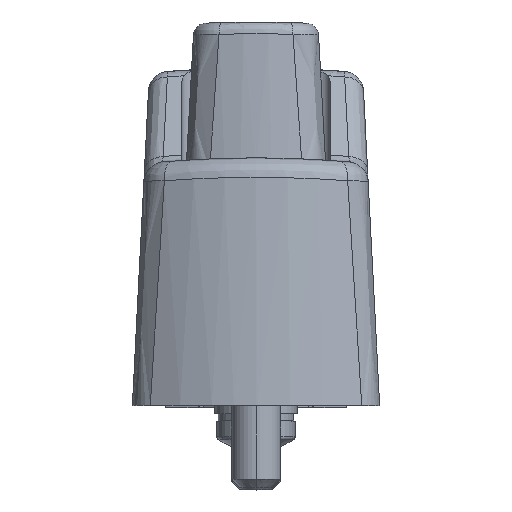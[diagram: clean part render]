
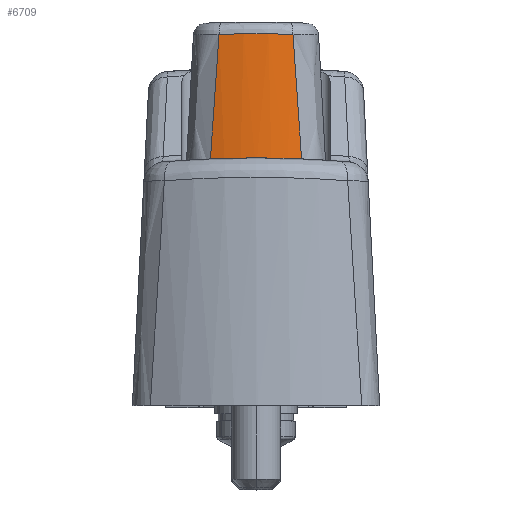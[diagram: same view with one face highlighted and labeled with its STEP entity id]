
A CAD part, top view. The second image highlights one B-rep face of the part: STEP entity #6709.
In plain terms, the highlighted free-form (B-spline) face has degree [3, 1] with [10, 3] control points.
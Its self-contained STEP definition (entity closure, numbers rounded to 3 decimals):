
#1109 = CARTESIAN_POINT ( 'NONE',  ( 4.485, 16.497, 13.257 ) ) ;
#1169 = CARTESIAN_POINT ( 'NONE',  ( 5.627, -0.001, 13.692 ) ) ;
#2183 = VERTEX_POINT ( 'NONE', #1169 ) ;
#2291 = VERTEX_POINT ( 'NONE', #1109 ) ;
#2916 = VERTEX_POINT ( 'NONE', #12012 ) ;
#2978 = VERTEX_POINT ( 'NONE', #12585 ) ;
#3131 = VERTEX_POINT ( 'NONE', #12847 ) ;
#4631 = FACE_OUTER_BOUND ( 'NONE', #10434, .T. ) ;
#5259 = B_SPLINE_SURFACE_WITH_KNOTS ( 'NONE', 3, 1, ( 
 ( #8534, #8714, #8701 ),
 ( #8404, #8778, #8403 ),
 ( #8322, #8324, #8411 ),
 ( #8431, #8435, #8512 ),
 ( #8416, #8779, #8339 ),
 ( #8340, #8442, #8421 ),
 ( #8407, #8436, #8527 ),
 ( #8555, #8696, #8429 ),
 ( #8526, #8307, #8295 ),
 ( #8309, #8439, #8706 ) ),
 .UNSPECIFIED., .F., .F., .F.,
 ( 4, 2, 2, 2, 4 ),
 ( 2, 1, 2 ),
 ( 0., 0.25, 0.5, 0.75, 1. ),
 ( -0.01, 0., 1. ),
 .UNSPECIFIED. ) ;
#6593 = EDGE_CURVE ( 'NONE', #2916, #3131, #15955, .T. ) ;
#6709 = ADVANCED_FACE ( 'NONE', ( #4631 ), #5259, .T. ) ;
#6937 = EDGE_CURVE ( 'NONE', #3131, #2183, #7447, .T. ) ;
#6955 = EDGE_CURVE ( 'NONE', #2978, #2916, #10578, .T. ) ;
#6956 = EDGE_CURVE ( 'NONE', #2183, #2291, #10579, .T. ) ;
#6957 = EDGE_CURVE ( 'NONE', #2291, #2978, #10580, .T. ) ;
#7415 = AXIS2_PLACEMENT_3D ( 'NONE', #11269, #11295, #11379 ) ;
#7447 = CIRCLE ( 'NONE', #7415, 20. ) ;
#8295 = CARTESIAN_POINT ( 'NONE',  ( 6.341, 18., 12.709 ) ) ;
#8307 = CARTESIAN_POINT ( 'NONE',  ( 7.218, 0., 13.206 ) ) ;
#8309 = CARTESIAN_POINT ( 'NONE',  ( 8.51, -0.18, 12.608 ) ) ;
#8322 = CARTESIAN_POINT ( 'NONE',  ( -5.847, -0.18, 13.691 ) ) ;
#8324 = CARTESIAN_POINT ( 'NONE',  ( -5.839, 0., 13.685 ) ) ;
#8339 = CARTESIAN_POINT ( 'NONE',  ( -1.297, 18., 13.7 ) ) ;
#8340 = CARTESIAN_POINT ( 'NONE',  ( 1.489, -0.18, 14.508 ) ) ;
#8403 = CARTESIAN_POINT ( 'NONE',  ( -6.341, 18., 12.709 ) ) ;
#8404 = CARTESIAN_POINT ( 'NONE',  ( -7.226, -0.18, 13.211 ) ) ;
#8407 = CARTESIAN_POINT ( 'NONE',  ( 2.978, -0.18, 14.34 ) ) ;
#8411 = CARTESIAN_POINT ( 'NONE',  ( -5.117, 18., 13.077 ) ) ;
#8416 = CARTESIAN_POINT ( 'NONE',  ( -1.489, -0.18, 14.508 ) ) ;
#8421 = CARTESIAN_POINT ( 'NONE',  ( 1.297, 18., 13.7 ) ) ;
#8429 = CARTESIAN_POINT ( 'NONE',  ( 5.117, 18., 13.077 ) ) ;
#8431 = CARTESIAN_POINT ( 'NONE',  ( -2.978, -0.18, 14.34 ) ) ;
#8435 = CARTESIAN_POINT ( 'NONE',  ( -2.974, 0., 14.332 ) ) ;
#8436 = CARTESIAN_POINT ( 'NONE',  ( 2.974, 0., 14.332 ) ) ;
#8439 = CARTESIAN_POINT ( 'NONE',  ( 8.5, 0., 12.604 ) ) ;
#8442 = CARTESIAN_POINT ( 'NONE',  ( 1.487, 0., 14.5 ) ) ;
#8512 = CARTESIAN_POINT ( 'NONE',  ( -2.594, 18., 13.573 ) ) ;
#8526 = CARTESIAN_POINT ( 'NONE',  ( 7.226, -0.18, 13.211 ) ) ;
#8527 = CARTESIAN_POINT ( 'NONE',  ( 2.594, 18., 13.573 ) ) ;
#8534 = CARTESIAN_POINT ( 'NONE',  ( -8.51, -0.18, 12.608 ) ) ;
#8555 = CARTESIAN_POINT ( 'NONE',  ( 5.847, -0.18, 13.691 ) ) ;
#8696 = CARTESIAN_POINT ( 'NONE',  ( 5.839, 0., 13.685 ) ) ;
#8701 = CARTESIAN_POINT ( 'NONE',  ( -7.5, 18., 12.24 ) ) ;
#8706 = CARTESIAN_POINT ( 'NONE',  ( 7.5, 18., 12.24 ) ) ;
#8714 = CARTESIAN_POINT ( 'NONE',  ( -8.5, 0., 12.604 ) ) ;
#8778 = CARTESIAN_POINT ( 'NONE',  ( -7.218, 0., 13.206 ) ) ;
#8779 = CARTESIAN_POINT ( 'NONE',  ( -1.487, 0., 14.5 ) ) ;
#9575 = ORIENTED_EDGE ( 'NONE', *, *, #6956, .T. ) ;
#9772 = ORIENTED_EDGE ( 'NONE', *, *, #6937, .T. ) ;
#10216 = ORIENTED_EDGE ( 'NONE', *, *, #6957, .T. ) ;
#10273 = ORIENTED_EDGE ( 'NONE', *, *, #6955, .T. ) ;
#10320 = ORIENTED_EDGE ( 'NONE', *, *, #6593, .T. ) ;
#10434 = EDGE_LOOP ( 'NONE', ( #9575, #10216, #10273, #10320, #9772 ) ) ;
#10578 = B_SPLINE_CURVE_WITH_KNOTS ( 'NONE', 3,
 ( #11235, #11383, #10880, #11358, #11135, #11137, #11232, #11273, #11305, #11227, #11254, #11236, #11164 ),
 .UNSPECIFIED., .F., .F.,
 ( 4, 3, 3, 3, 4 ),
 ( 0.001, 0.002, 0.009, 0.017, 0.018 ),
 .UNSPECIFIED. ) ;
#10579 = B_SPLINE_CURVE_WITH_KNOTS ( 'NONE', 3,
 ( #11302, #11015, #10986, #10892, #11357, #11012, #11034, #11057, #11144, #11143 ),
 .UNSPECIFIED., .F., .F.,
 ( 4, 3, 3, 4 ),
 ( 0., 0.002, 0.009, 0.017 ),
 .UNSPECIFIED. ) ;
#10580 = B_SPLINE_CURVE_WITH_KNOTS ( 'NONE', 3,
 ( #10884, #11122, #11089, #11354, #10973, #10962 ),
 .UNSPECIFIED., .F., .F.,
 ( 4, 2, 4 ),
 ( 0., 0.005, 0.009 ),
 .UNSPECIFIED. ) ;
#10880 = CARTESIAN_POINT ( 'NONE',  ( -4.512, 16.12, 13.267 ) ) ;
#10884 = CARTESIAN_POINT ( 'NONE',  ( 4.485, 16.497, 13.257 ) ) ;
#10892 = CARTESIAN_POINT ( 'NONE',  ( 5.493, 1.995, 13.641 ) ) ;
#10962 = CARTESIAN_POINT ( 'NONE',  ( -4.485, 16.497, 13.257 ) ) ;
#10973 = CARTESIAN_POINT ( 'NONE',  ( -3.009, 16.543, 13.595 ) ) ;
#10986 = CARTESIAN_POINT ( 'NONE',  ( 5.538, 1.33, 13.658 ) ) ;
#11012 = CARTESIAN_POINT ( 'NONE',  ( 5.182, 6.517, 13.525 ) ) ;
#11015 = CARTESIAN_POINT ( 'NONE',  ( 5.584, 0.665, 13.675 ) ) ;
#11034 = CARTESIAN_POINT ( 'NONE',  ( 5.025, 8.778, 13.465 ) ) ;
#11057 = CARTESIAN_POINT ( 'NONE',  ( 4.846, 11.351, 13.397 ) ) ;
#11089 = CARTESIAN_POINT ( 'NONE',  ( 1.512, 16.567, 13.764 ) ) ;
#11122 = CARTESIAN_POINT ( 'NONE',  ( 3.009, 16.543, 13.595 ) ) ;
#11135 = CARTESIAN_POINT ( 'NONE',  ( -4.693, 13.547, 13.338 ) ) ;
#11137 = CARTESIAN_POINT ( 'NONE',  ( -4.86, 11.163, 13.402 ) ) ;
#11143 = CARTESIAN_POINT ( 'NONE',  ( 4.485, 16.497, 13.257 ) ) ;
#11144 = CARTESIAN_POINT ( 'NONE',  ( 4.666, 13.924, 13.328 ) ) ;
#11164 = CARTESIAN_POINT ( 'NONE',  ( -5.627, 0., 13.692 ) ) ;
#11227 = CARTESIAN_POINT ( 'NONE',  ( -5.566, 0.924, 13.668 ) ) ;
#11232 = CARTESIAN_POINT ( 'NONE',  ( -5.025, 8.778, 13.465 ) ) ;
#11235 = CARTESIAN_POINT ( 'NONE',  ( -4.485, 16.497, 13.257 ) ) ;
#11236 = CARTESIAN_POINT ( 'NONE',  ( -5.608, 0.308, 13.684 ) ) ;
#11254 = CARTESIAN_POINT ( 'NONE',  ( -5.587, 0.616, 13.676 ) ) ;
#11269 = CARTESIAN_POINT ( 'NONE',  ( 0., 0., -5.5 ) ) ;
#11273 = CARTESIAN_POINT ( 'NONE',  ( -5.207, 6.16, 13.534 ) ) ;
#11295 = DIRECTION ( 'NONE',  ( 0., 1., 0. ) ) ;
#11302 = CARTESIAN_POINT ( 'NONE',  ( 5.627, -0.001, 13.692 ) ) ;
#11305 = CARTESIAN_POINT ( 'NONE',  ( -5.387, 3.542, 13.602 ) ) ;
#11354 = CARTESIAN_POINT ( 'NONE',  ( -1.515, 16.567, 13.764 ) ) ;
#11357 = CARTESIAN_POINT ( 'NONE',  ( 5.338, 4.256, 13.583 ) ) ;
#11358 = CARTESIAN_POINT ( 'NONE',  ( -4.525, 15.932, 13.272 ) ) ;
#11379 = DIRECTION ( 'NONE',  ( 0., 0., 1. ) ) ;
#11383 = CARTESIAN_POINT ( 'NONE',  ( -4.498, 16.309, 13.262 ) ) ;
#12012 = CARTESIAN_POINT ( 'NONE',  ( -5.627, 0., 13.692 ) ) ;
#12585 = CARTESIAN_POINT ( 'NONE',  ( -4.485, 16.497, 13.257 ) ) ;
#12847 = CARTESIAN_POINT ( 'NONE',  ( 0., 0., 14.5 ) ) ;
#14796 = DIRECTION ( 'NONE',  ( 0., 1., 0. ) ) ;
#14799 = CARTESIAN_POINT ( 'NONE',  ( 0., 0., -5.5 ) ) ;
#14800 = DIRECTION ( 'NONE',  ( 0., 0., 1. ) ) ;
#15894 = AXIS2_PLACEMENT_3D ( 'NONE', #14799, #14796, #14800 ) ;
#15955 = CIRCLE ( 'NONE', #15894, 20. ) ;
